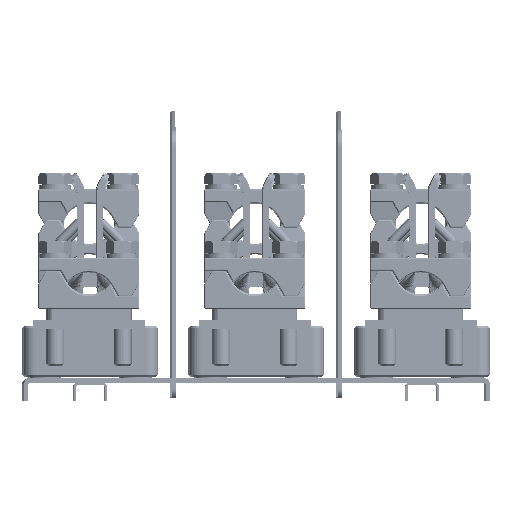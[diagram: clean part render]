
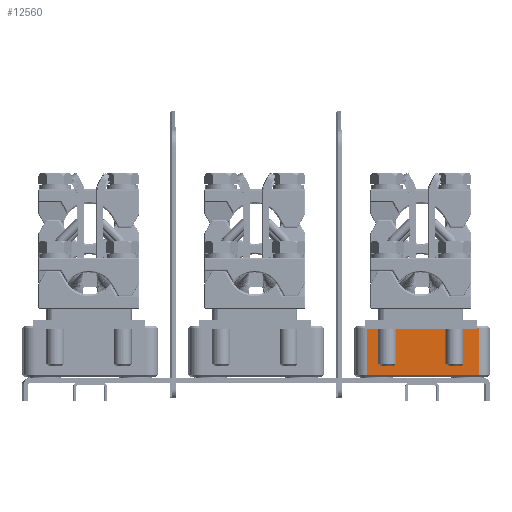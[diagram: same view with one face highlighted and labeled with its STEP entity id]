
A CAD part, front view. The second image highlights one B-rep face of the part: STEP entity #12560.
In plain terms, the highlighted face is planar.
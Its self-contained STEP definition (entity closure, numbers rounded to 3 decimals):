
#10504=DIRECTION('',(0.,-1.,0.));
#10505=VECTOR('',#10504,20.7);
#10506=CARTESIAN_POINT('',(-25.,22.2,25.));
#10507=LINE('',#10506,#10505);
#10533=DIRECTION('',(1.,0.,0.));
#10534=VECTOR('',#10533,50.);
#10535=CARTESIAN_POINT('',(-25.,1.5,25.));
#10536=LINE('',#10535,#10534);
#10540=DIRECTION('',(0.,-1.,0.));
#10541=VECTOR('',#10540,0.5);
#10542=CARTESIAN_POINT('',(-5.,26.,25.));
#10543=LINE('',#10542,#10541);
#10547=DIRECTION('',(1.,0.,0.));
#10548=VECTOR('',#10547,10.);
#10549=CARTESIAN_POINT('',(-5.,25.5,25.));
#10550=LINE('',#10549,#10548);
#10554=DIRECTION('',(1.,0.,0.));
#10555=VECTOR('',#10554,12.);
#10556=CARTESIAN_POINT('',(5.,26.,25.));
#10557=LINE('',#10556,#10555);
#10561=DIRECTION('',(0.819,-0.574,0.));
#10562=VECTOR('',#10561,0.819);
#10563=CARTESIAN_POINT('',(17.,26.,25.));
#10564=LINE('',#10563,#10562);
#10568=DIRECTION('',(0.342,-0.94,0.));
#10569=VECTOR('',#10568,1.98);
#10570=CARTESIAN_POINT('',(17.671,25.53,25.));
#10571=LINE('',#10570,#10569);
#10575=DIRECTION('',(0.819,-0.574,0.));
#10576=VECTOR('',#10575,2.563);
#10577=CARTESIAN_POINT('',(18.348,23.67,25.));
#10578=LINE('',#10577,#10576);
#10582=DIRECTION('',(0.819,0.574,0.));
#10583=VECTOR('',#10582,2.563);
#10584=CARTESIAN_POINT('',(-20.447,22.2,25.));
#10585=LINE('',#10584,#10583);
#10589=DIRECTION('',(0.342,0.94,0.));
#10590=VECTOR('',#10589,1.98);
#10591=CARTESIAN_POINT('',(-18.348,23.67,25.));
#10592=LINE('',#10591,#10590);
#10596=DIRECTION('',(0.819,0.574,0.));
#10597=VECTOR('',#10596,0.819);
#10598=CARTESIAN_POINT('',(-17.671,25.53,25.));
#10599=LINE('',#10598,#10597);
#10603=DIRECTION('',(1.,0.,0.));
#10604=VECTOR('',#10603,12.);
#10605=CARTESIAN_POINT('',(-17.,26.,25.));
#10606=LINE('',#10605,#10604);
#10694=DIRECTION('',(-1.,0.,0.));
#10695=VECTOR('',#10694,4.553);
#10696=CARTESIAN_POINT('',(-20.447,22.2,25.));
#10697=LINE('',#10696,#10695);
#10736=DIRECTION('',(-1.,0.,0.));
#10737=VECTOR('',#10736,4.553);
#10738=CARTESIAN_POINT('',(25.,22.2,25.));
#10739=LINE('',#10738,#10737);
#10772=DIRECTION('',(0.,1.,0.));
#10773=VECTOR('',#10772,20.7);
#10774=CARTESIAN_POINT('',(25.,1.5,25.));
#10775=LINE('',#10774,#10773);
#11550=DIRECTION('',(0.,-1.,0.));
#11551=VECTOR('',#11550,0.5);
#11552=CARTESIAN_POINT('',(5.,26.,25.));
#11553=LINE('',#11552,#11551);
#11816=CARTESIAN_POINT('',(-25.,22.2,25.));
#11817=VERTEX_POINT('',#11816);
#11819=CARTESIAN_POINT('',(-25.,1.5,25.));
#11821=VERTEX_POINT('',#11819);
#11826=CARTESIAN_POINT('',(25.,1.5,25.));
#11827=VERTEX_POINT('',#11826);
#11830=CARTESIAN_POINT('',(-5.,26.,25.));
#11831=CARTESIAN_POINT('',(-5.,25.5,25.));
#11832=VERTEX_POINT('',#11830);
#11833=VERTEX_POINT('',#11831);
#11834=CARTESIAN_POINT('',(5.,25.5,25.));
#11835=VERTEX_POINT('',#11834);
#11836=CARTESIAN_POINT('',(5.,26.,25.));
#11837=VERTEX_POINT('',#11836);
#11838=CARTESIAN_POINT('',(17.,26.,25.));
#11839=VERTEX_POINT('',#11838);
#11840=CARTESIAN_POINT('',(17.671,25.53,25.));
#11841=VERTEX_POINT('',#11840);
#11842=CARTESIAN_POINT('',(18.348,23.67,25.));
#11843=VERTEX_POINT('',#11842);
#11844=CARTESIAN_POINT('',(20.447,22.2,25.));
#11845=VERTEX_POINT('',#11844);
#11846=CARTESIAN_POINT('',(25.,22.2,25.));
#11847=VERTEX_POINT('',#11846);
#11848=CARTESIAN_POINT('',(-20.447,22.2,25.));
#11849=VERTEX_POINT('',#11848);
#11850=CARTESIAN_POINT('',(-18.348,23.67,25.));
#11851=VERTEX_POINT('',#11850);
#11852=CARTESIAN_POINT('',(-17.671,25.53,25.));
#11853=VERTEX_POINT('',#11852);
#11854=CARTESIAN_POINT('',(-17.,26.,25.));
#11855=VERTEX_POINT('',#11854);
#12523=CARTESIAN_POINT('',(-25.,0.,25.));
#12524=DIRECTION('',(0.,0.,1.));
#12525=DIRECTION('',(1.,0.,0.));
#12526=AXIS2_PLACEMENT_3D('',#12523,#12524,#12525);
#12527=PLANE('',#12526);
#12529=ORIENTED_EDGE('',*,*,#12528,.T.);
#12531=ORIENTED_EDGE('',*,*,#12530,.T.);
#12533=ORIENTED_EDGE('',*,*,#12532,.F.);
#12535=ORIENTED_EDGE('',*,*,#12534,.T.);
#12537=ORIENTED_EDGE('',*,*,#12536,.T.);
#12539=ORIENTED_EDGE('',*,*,#12538,.T.);
#12541=ORIENTED_EDGE('',*,*,#12540,.T.);
#12543=ORIENTED_EDGE('',*,*,#12542,.F.);
#12545=ORIENTED_EDGE('',*,*,#12544,.F.);
#12546=ORIENTED_EDGE('',*,*,#12513,.F.);
#12547=ORIENTED_EDGE('',*,*,#12488,.F.);
#12549=ORIENTED_EDGE('',*,*,#12548,.F.);
#12551=ORIENTED_EDGE('',*,*,#12550,.T.);
#12553=ORIENTED_EDGE('',*,*,#12552,.T.);
#12555=ORIENTED_EDGE('',*,*,#12554,.T.);
#12557=ORIENTED_EDGE('',*,*,#12556,.T.);
#12558=EDGE_LOOP('',(#12529,#12531,#12533,#12535,#12537,#12539,#12541,#12543,
#12545,#12546,#12547,#12549,#12551,#12553,#12555,#12557));
#12559=FACE_OUTER_BOUND('',#12558,.F.);
#12488=EDGE_CURVE('',#11817,#11821,#10507,.T.);
#12513=EDGE_CURVE('',#11821,#11827,#10536,.T.);
#12528=EDGE_CURVE('',#11832,#11833,#10543,.T.);
#12530=EDGE_CURVE('',#11833,#11835,#10550,.T.);
#12532=EDGE_CURVE('',#11837,#11835,#11553,.T.);
#12534=EDGE_CURVE('',#11837,#11839,#10557,.T.);
#12536=EDGE_CURVE('',#11839,#11841,#10564,.T.);
#12538=EDGE_CURVE('',#11841,#11843,#10571,.T.);
#12540=EDGE_CURVE('',#11843,#11845,#10578,.T.);
#12542=EDGE_CURVE('',#11847,#11845,#10739,.T.);
#12544=EDGE_CURVE('',#11827,#11847,#10775,.T.);
#12548=EDGE_CURVE('',#11849,#11817,#10697,.T.);
#12550=EDGE_CURVE('',#11849,#11851,#10585,.T.);
#12552=EDGE_CURVE('',#11851,#11853,#10592,.T.);
#12554=EDGE_CURVE('',#11853,#11855,#10599,.T.);
#12556=EDGE_CURVE('',#11855,#11832,#10606,.T.);
#12560=ADVANCED_FACE('',(#12559),#12527,.T.);
